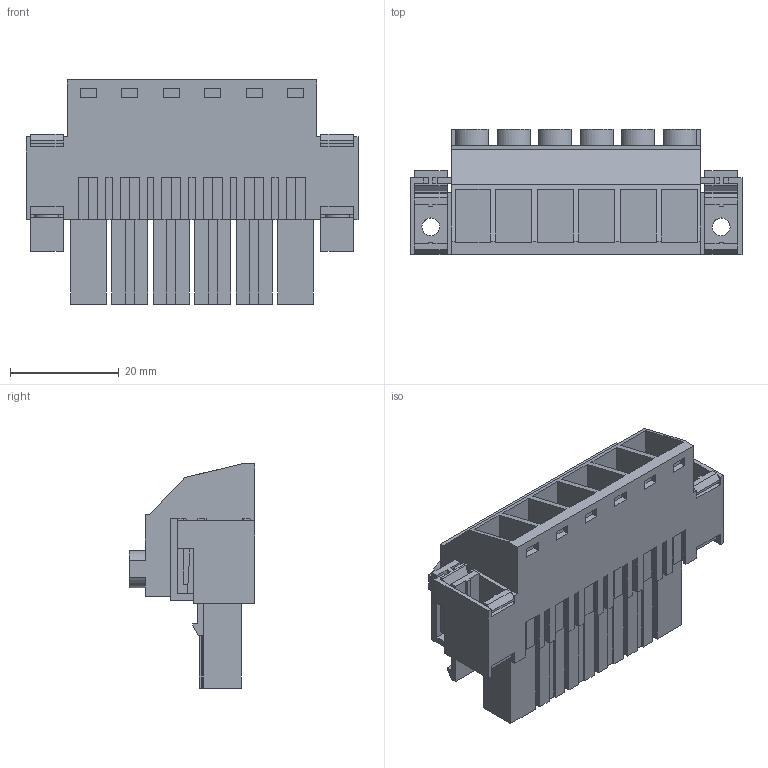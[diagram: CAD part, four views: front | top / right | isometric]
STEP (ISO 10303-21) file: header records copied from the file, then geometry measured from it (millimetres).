
FILE_DESCRIPTION(('CATIA V5 STEP','CAx-IF Rec.Pracs.--- Model Styling and Organization---1.2---2011-12-15'),'2;1');
FILE_NAME ('D1459349_0_1930090000_1930090000.stp','2017-07-31T10:33:41+00:00',('none'),('Weidmueller'),'CATIA Version 5-6 Release 2014','CATIA V5 STEP AP214','none');
FILE_SCHEMA(('AUTOMOTIVE_DESIGN { 1 0 10303 214 1 1 1 1 }'));
Length unit declared in the file: millimetre
Products named in the file (1): 1930090000
Bounding box: 60.96 x 23.1 x 41.15 mm (x, y, z)
Volume: 22468.2 mm3; surface area: 16256.5 mm2
Topology: 9 solids, 9 shells, 717 faces, 2022 edges, 1356 vertices
Faces by surface type: plane 667, cylinder 50
Entity records: 21154 total; most frequent: ORIENTED_EDGE 4044, CARTESIAN_POINT 3834, DIRECTION 2788, EDGE_CURVE 2022, VECTOR 1846, LINE 1846, VERTEX_POINT 1356, EDGE_LOOP 758
